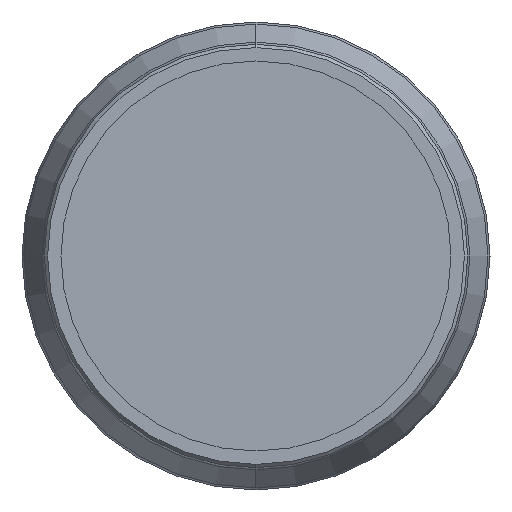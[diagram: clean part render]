
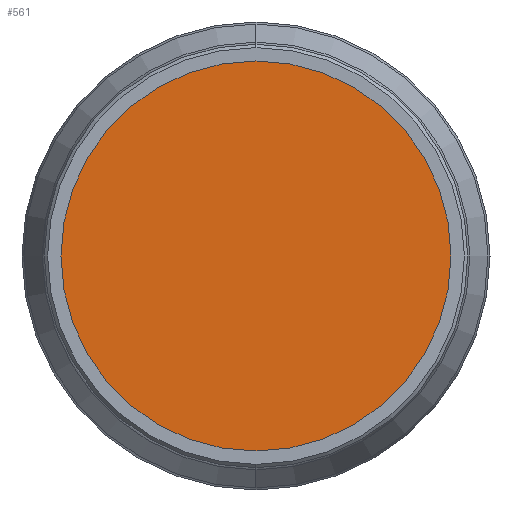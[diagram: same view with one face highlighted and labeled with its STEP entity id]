
A CAD part, left-side view. The second image highlights one B-rep face of the part: STEP entity #561.
In plain terms, the highlighted planar face has unit normal (-1, 0, 0).
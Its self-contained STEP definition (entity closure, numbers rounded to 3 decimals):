
#2 = EDGE_CURVE ( 'NONE', #628, #928, #425, .T. ) ;
#42 = DIRECTION ( 'NONE',  ( 0., 0., 1. ) ) ;
#75 = DIRECTION ( 'NONE',  ( 0., 0., 1. ) ) ;
#238 = DIRECTION ( 'NONE',  ( 0., 0., 1. ) ) ;
#270 = FACE_OUTER_BOUND ( 'NONE', #642, .T. ) ;
#306 = PLANE ( 'NONE',  #513 ) ;
#334 = AXIS2_PLACEMENT_3D ( 'NONE', #936, #475, #42 ) ;
#372 = CARTESIAN_POINT ( 'NONE',  ( 2.5, 0., 17.5 ) ) ;
#425 = CIRCLE ( 'NONE', #573, 17.5 ) ;
#444 = ORIENTED_EDGE ( 'NONE', *, *, #678, .T. ) ;
#462 = DIRECTION ( 'NONE',  ( -1., 0., 0. ) ) ;
#467 = CARTESIAN_POINT ( 'NONE',  ( 2.5, 0., -17.5 ) ) ;
#475 = DIRECTION ( 'NONE',  ( -1., 0., 0. ) ) ;
#513 = AXIS2_PLACEMENT_3D ( 'NONE', #613, #462, #238 ) ;
#554 = ORIENTED_EDGE ( 'NONE', *, *, #2, .T. ) ;
#561 = ADVANCED_FACE ( 'NONE', ( #270 ), #306, .T. ) ;
#573 = AXIS2_PLACEMENT_3D ( 'NONE', #590, #905, #75 ) ;
#590 = CARTESIAN_POINT ( 'NONE',  ( 2.5, 0., 0. ) ) ;
#613 = CARTESIAN_POINT ( 'NONE',  ( 2.5, 0., 0. ) ) ;
#628 = VERTEX_POINT ( 'NONE', #467 ) ;
#642 = EDGE_LOOP ( 'NONE', ( #444, #554 ) ) ;
#678 = EDGE_CURVE ( 'NONE', #928, #628, #967, .T. ) ;
#905 = DIRECTION ( 'NONE',  ( -1., 0., 0. ) ) ;
#928 = VERTEX_POINT ( 'NONE', #372 ) ;
#936 = CARTESIAN_POINT ( 'NONE',  ( 2.5, 0., 0. ) ) ;
#967 = CIRCLE ( 'NONE', #334, 17.5 ) ;
